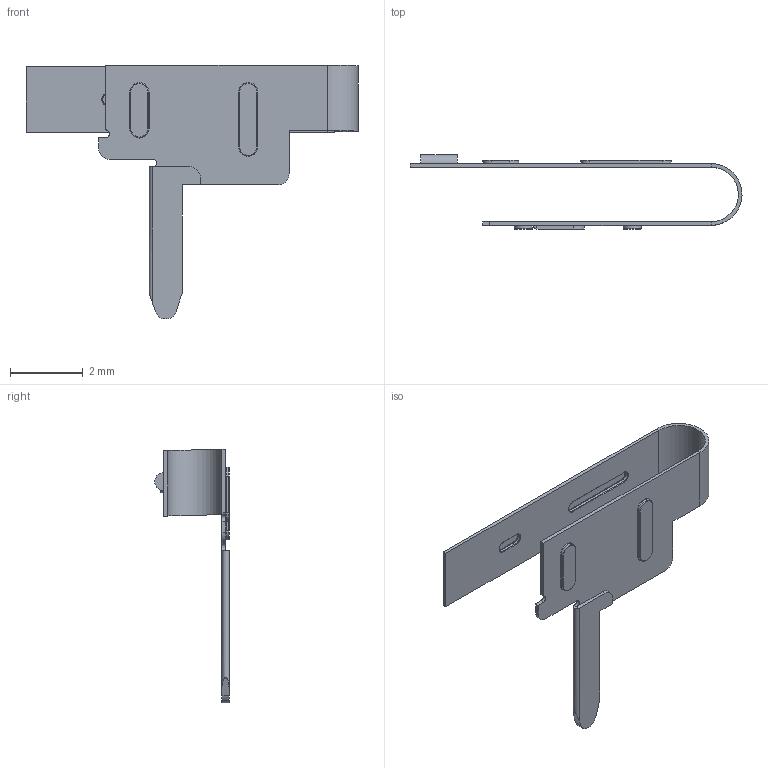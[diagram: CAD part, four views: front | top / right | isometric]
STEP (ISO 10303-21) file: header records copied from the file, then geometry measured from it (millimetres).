
FILE_DESCRIPTION(('FreeCAD Model'),'2;1');
FILE_NAME('Open CASCADE Shape Model','2023-06-05T15:23:02',(''),(''), 'Open CASCADE STEP processor 7.6','FreeCAD','Unknown');
FILE_SCHEMA(('AUTOMOTIVE_DESIGN { 1 0 10303 214 1 1 1 1 }'));
Length unit declared in the file: millimetre
Products named in the file (1): pin1
Bounding box: 9.15 x 2.05 x 7 mm (x, y, z)
Volume: 4.7 mm3; surface area: 89.3 mm2
Topology: 1 solids, 1 shells, 141 faces, 315 edges, 185 vertices
Faces by surface type: cylinder 57, plane 48, torus 32, bspline 4
Entity records: 3965 total; most frequent: DIRECTION 733, CARTESIAN_POINT 730, ORIENTED_EDGE 630, EDGE_CURVE 315, AXIS2_PLACEMENT_3D 284, VERTEX_POINT 185, LINE 165, VECTOR 165
